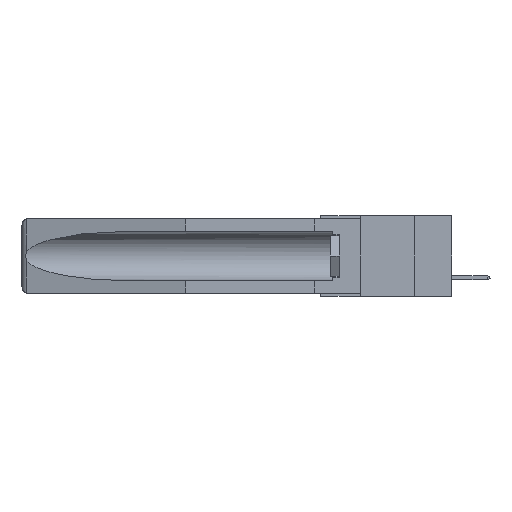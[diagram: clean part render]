
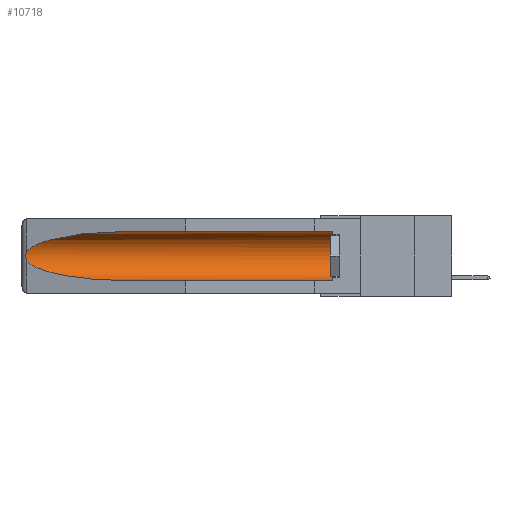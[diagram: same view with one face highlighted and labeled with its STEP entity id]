
A CAD part, left-side view. The second image highlights one B-rep face of the part: STEP entity #10718.
In plain terms, the highlighted cylindrical face has radius 2.857 mm (diameter 5.715 mm), a partial arc.
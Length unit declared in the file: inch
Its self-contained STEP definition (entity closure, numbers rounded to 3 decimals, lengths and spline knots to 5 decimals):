
#82 = EDGE_CURVE ( 'NONE', #6910, #4553, #5520, .T. ) ;
#180 = CARTESIAN_POINT ( 'NONE',  ( 0.155, 0.126, -0.1715 ) ) ;
#441 = CARTESIAN_POINT ( 'NONE',  ( 0.155, -0.30754, -0.1715 ) ) ;
#575 = ORIENTED_EDGE ( 'NONE', *, *, #4747, .T. ) ;
#774 = CARTESIAN_POINT ( 'NONE',  ( 0.26537, 1.52718, -0.19328 ) ) ;
#1233 = LINE ( 'NONE', #11286, #4989 ) ;
#1450 = CARTESIAN_POINT ( 'NONE',  ( 0.155, 0.126, -0.059 ) ) ;
#1507 = CARTESIAN_POINT ( 'NONE',  ( 0.2675, 1.53308, -0.16763 ) ) ;
#1791 = CARTESIAN_POINT ( 'NONE',  ( 0.155, 0.126, -0.284 ) ) ;
#1897 = ORIENTED_EDGE ( 'NONE', *, *, #13177, .T. ) ;
#2205 = DIRECTION ( 'NONE',  ( 0., 1., 0. ) ) ;
#2723 = CARTESIAN_POINT ( 'NONE',  ( 0.26537, 1.52718, -0.19328 ) ) ;
#3288 =( BOUNDED_CURVE ( )  B_SPLINE_CURVE ( 3, ( #9235, #10436, #10338, #14215 ),
 .UNSPECIFIED., .F., .F. ) 
 B_SPLINE_CURVE_WITH_KNOTS ( ( 4, 4 ),
 ( 4.71239, 6.08839 ),
 .UNSPECIFIED. ) 
 CURVE ( )  GEOMETRIC_REPRESENTATION_ITEM ( )  RATIONAL_B_SPLINE_CURVE ( ( 1., 0.848, 0.848, 1. ) ) 
 REPRESENTATION_ITEM ( '' )  );
#3945 = VERTEX_POINT ( 'NONE', #4011 ) ;
#4011 = CARTESIAN_POINT ( 'NONE',  ( 0.26537, 1.52718, -0.19328 ) ) ;
#4028 = CARTESIAN_POINT ( 'NONE',  ( 0.2675, 1.53308, -0.17534 ) ) ;
#4525 = CARTESIAN_POINT ( 'NONE',  ( 0.155, -0.30754, -0.284 ) ) ;
#4553 = VERTEX_POINT ( 'NONE', #8494 ) ;
#4747 = EDGE_CURVE ( 'NONE', #6910, #8193, #14888, .T. ) ;
#4927 =( BOUNDED_CURVE ( )  B_SPLINE_CURVE ( 3, ( #774, #13743, #14862, #6643 ),
 .UNSPECIFIED., .F., .F. ) 
 B_SPLINE_CURVE_WITH_KNOTS ( ( 4, 4 ),
 ( 0.1948, 1.5708 ),
 .UNSPECIFIED. ) 
 CURVE ( )  GEOMETRIC_REPRESENTATION_ITEM ( )  RATIONAL_B_SPLINE_CURVE ( ( 1., 0.848, 0.848, 1. ) ) 
 REPRESENTATION_ITEM ( '' )  );
#4989 = VECTOR ( 'NONE', #9998, 39.37008 ) ;
#5046 = DIRECTION ( 'NONE',  ( 0., 0., 1. ) ) ;
#5130 = CARTESIAN_POINT ( 'NONE',  ( 0.26654, 1.53092, -0.15636 ) ) ;
#5144 = DIRECTION ( 'NONE',  ( 0., -1., 0. ) ) ;
#5236 = CARTESIAN_POINT ( 'NONE',  ( 0.26655, 1.53094, -0.18657 ) ) ;
#5316 = B_SPLINE_CURVE_WITH_KNOTS ( 'NONE', 3,
 ( #11008, #7517, #5130, #6493, #1507, #4028, #13592, #5236, #13495, #2723 ),
 .UNSPECIFIED., .F., .F.,
 ( 4, 2, 2, 2, 4 ),
 ( 0., 0.00029, 0.00058, 0.00087, 0.00117 ),
 .UNSPECIFIED. ) ;
#5520 = LINE ( 'NONE', #4525, #10732 ) ;
#5575 = AXIS2_PLACEMENT_3D ( 'NONE', #180, #5144, #5046 ) ;
#6493 = CARTESIAN_POINT ( 'NONE',  ( 0.2673, 1.5327, -0.16383 ) ) ;
#6643 = CARTESIAN_POINT ( 'NONE',  ( 0.155, 1.07973, -0.284 ) ) ;
#6910 = VERTEX_POINT ( 'NONE', #1791 ) ;
#7315 = EDGE_CURVE ( 'NONE', #3945, #4553, #4927, .T. ) ;
#7517 = CARTESIAN_POINT ( 'NONE',  ( 0.26597, 1.52961, -0.15275 ) ) ;
#7739 = EDGE_CURVE ( 'NONE', #13033, #14418, #3288, .T. ) ;
#7929 = ORIENTED_EDGE ( 'NONE', *, *, #7739, .T. ) ;
#8193 = VERTEX_POINT ( 'NONE', #1450 ) ;
#8233 = EDGE_CURVE ( 'NONE', #14418, #3945, #5316, .T. ) ;
#8494 = CARTESIAN_POINT ( 'NONE',  ( 0.155, 1.07973, -0.284 ) ) ;
#9235 = CARTESIAN_POINT ( 'NONE',  ( 0.155, 1.07973, -0.059 ) ) ;
#9785 = DIRECTION ( 'NONE',  ( 0., 1., 0. ) ) ;
#9998 = DIRECTION ( 'NONE',  ( 0., 1., 0. ) ) ;
#10166 = ORIENTED_EDGE ( 'NONE', *, *, #7315, .T. ) ;
#10201 = ORIENTED_EDGE ( 'NONE', *, *, #8233, .T. ) ;
#10338 = CARTESIAN_POINT ( 'NONE',  ( 0.25451, 1.48313, -0.09465 ) ) ;
#10436 = CARTESIAN_POINT ( 'NONE',  ( 0.21114, 1.30732, -0.059 ) ) ;
#10718 = ADVANCED_FACE ( 'NONE', ( #14347 ), #10809, .F. ) ;
#10732 = VECTOR ( 'NONE', #2205, 39.37008 ) ;
#10737 = EDGE_LOOP ( 'NONE', ( #7929, #10201, #10166, #11093, #575, #1897 ) ) ;
#10809 = CYLINDRICAL_SURFACE ( 'NONE', #12973, 0.1125 ) ;
#11008 = CARTESIAN_POINT ( 'NONE',  ( 0.26537, 1.52718, -0.14972 ) ) ;
#11093 = ORIENTED_EDGE ( 'NONE', *, *, #82, .F. ) ;
#11286 = CARTESIAN_POINT ( 'NONE',  ( 0.155, -0.30754, -0.059 ) ) ;
#12315 = CARTESIAN_POINT ( 'NONE',  ( 0.155, 1.07973, -0.059 ) ) ;
#12973 = AXIS2_PLACEMENT_3D ( 'NONE', #441, #9785, #13400 ) ;
#13033 = VERTEX_POINT ( 'NONE', #12315 ) ;
#13177 = EDGE_CURVE ( 'NONE', #8193, #13033, #1233, .T. ) ;
#13400 = DIRECTION ( 'NONE',  ( 0., 0., 1. ) ) ;
#13495 = CARTESIAN_POINT ( 'NONE',  ( 0.26597, 1.5296, -0.19026 ) ) ;
#13592 = CARTESIAN_POINT ( 'NONE',  ( 0.2673, 1.53269, -0.17917 ) ) ;
#13743 = CARTESIAN_POINT ( 'NONE',  ( 0.25451, 1.48313, -0.24835 ) ) ;
#14144 = CARTESIAN_POINT ( 'NONE',  ( 0.26537, 1.52718, -0.14972 ) ) ;
#14215 = CARTESIAN_POINT ( 'NONE',  ( 0.26537, 1.52718, -0.14972 ) ) ;
#14347 = FACE_OUTER_BOUND ( 'NONE', #10737, .T. ) ;
#14418 = VERTEX_POINT ( 'NONE', #14144 ) ;
#14862 = CARTESIAN_POINT ( 'NONE',  ( 0.21114, 1.30732, -0.284 ) ) ;
#14888 = CIRCLE ( 'NONE', #5575, 0.1125 ) ;
